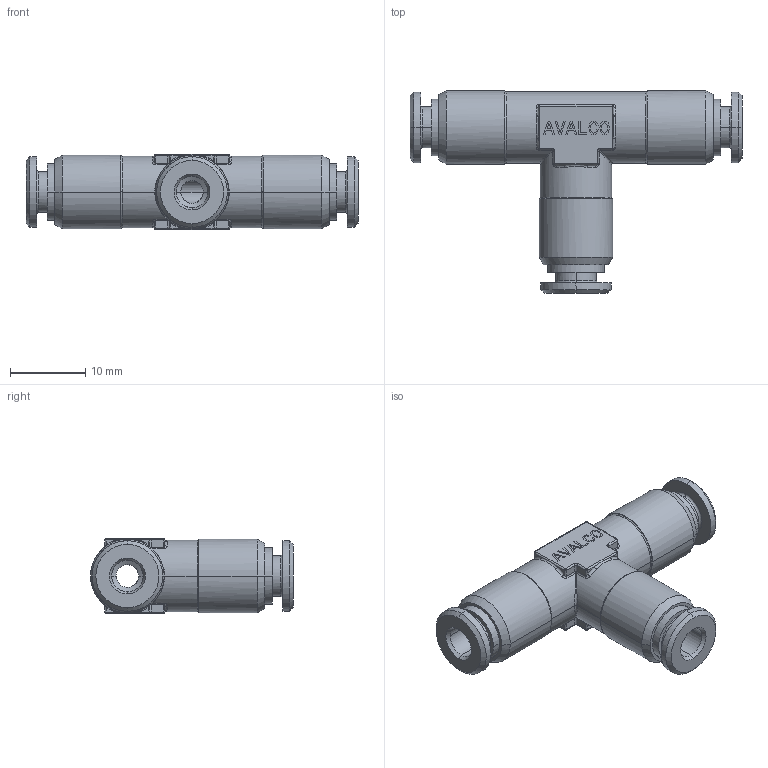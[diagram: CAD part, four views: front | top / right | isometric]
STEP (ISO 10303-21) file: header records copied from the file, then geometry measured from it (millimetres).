
FILE_DESCRIPTION(('CATIA V5 STEP Exchange'),'2;1');
FILE_NAME('PR540B-04.stp','2018-04-14T15:10:01+00:00',('none'),('none'),'CATIA Version 5 Release 21 GA (IN-10)','CATIA V5 STEP AP203','none');
FILE_SCHEMA(('CONFIG_CONTROL_DESIGN'));
Length unit declared in the file: millimetre
Products named in the file (1): PR540B-04
Bounding box: 44.2 x 27 x 10 mm (x, y, z)
Volume: 3501.8 mm3; surface area: 3212.6 mm2
Topology: 1 solids, 1 shells, 492 faces, 1260 edges, 790 vertices
Faces by surface type: plane 278, cylinder 98, cone 42, torus 40, bspline 22, sphere 12
Entity records: 16796 total; most frequent: CARTESIAN_POINT 5506, ORIENTED_EDGE 2520, DIRECTION 1933, EDGE_CURVE 1260, VECTOR 849, LINE 849, VERTEX_POINT 790, AXIS2_PLACEMENT_3D 657
